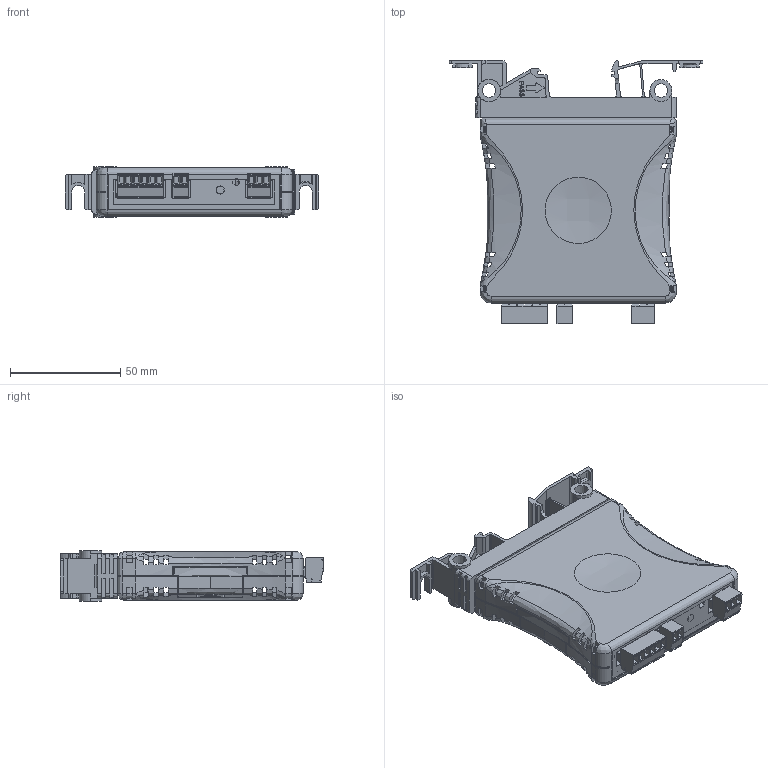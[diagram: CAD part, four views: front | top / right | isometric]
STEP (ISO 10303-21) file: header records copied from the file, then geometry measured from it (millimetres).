
FILE_DESCRIPTION (( 'STEP AP203' ), '1' );
FILE_NAME ('FC-35B.STEP', '2020-09-10T15:31:27', ( '' ), ( '' ), 'SwSTEP 2.0', 'SolidWorks 2019', '' );
FILE_SCHEMA (( 'CONFIG_CONTROL_DESIGN' ));
Length unit declared in the file: inch
Products named in the file (1): FC-35B
Bounding box: 115 x 119.55 x 23 mm (x, y, z)
Volume: 57819.8 mm3; surface area: 59803.9 mm2
Topology: 8 solids, 12 shells, 3636 faces, 10134 edges, 6630 vertices
Faces by surface type: plane 2011, bspline 1145, cylinder 392, torus 54, cone 34
Entity records: 173681 total; most frequent: CARTESIAN_POINT 89926, ORIENTED_EDGE 20236, DIRECTION 12613, EDGE_CURVE 10118, VERTEX_POINT 6630, VECTOR 5937, LINE 5937, EDGE_LOOP 3850
